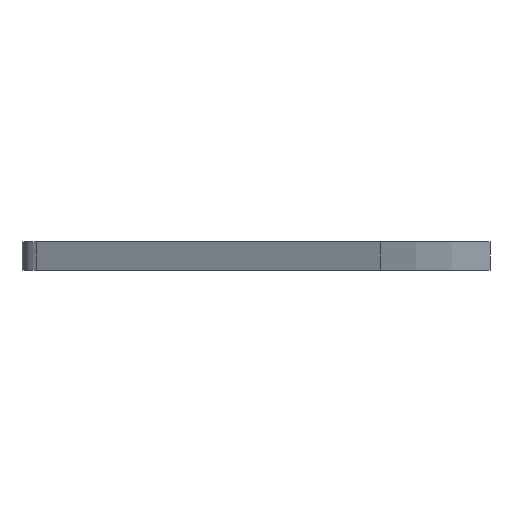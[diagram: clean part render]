
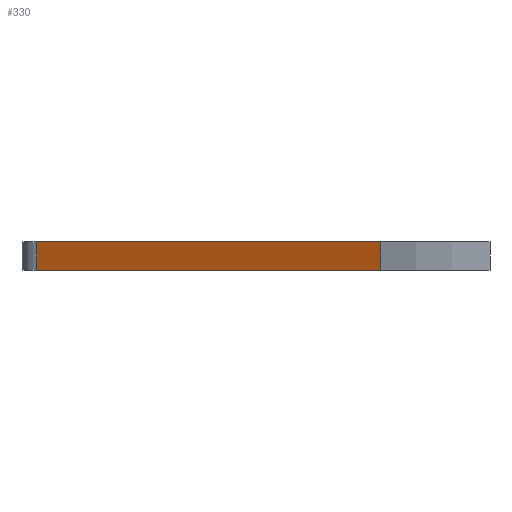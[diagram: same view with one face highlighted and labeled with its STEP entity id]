
A CAD part, left-side view. The second image highlights one B-rep face of the part: STEP entity #330.
In plain terms, the highlighted planar face has unit normal (-0.884, 0.467, 0).
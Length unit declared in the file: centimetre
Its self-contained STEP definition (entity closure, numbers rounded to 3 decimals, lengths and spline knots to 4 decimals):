
#128=VERTEX_POINT('',#439);
#129=VERTEX_POINT('',#441);
#132=VERTEX_POINT('',#448);
#135=VERTEX_POINT('',#458);
#150=VECTOR('',#375,1.);
#152=VECTOR('',#383,1.);
#155=VECTOR('',#391,1.);
#156=VECTOR('',#392,1.);
#174=LINE('',#440,#150);
#176=LINE('',#449,#152);
#179=LINE('',#457,#155);
#180=LINE('',#459,#156);
#202=EDGE_CURVE('',#129,#128,#174,.T.);
#207=EDGE_CURVE('',#128,#132,#176,.T.);
#212=EDGE_CURVE('',#132,#135,#179,.T.);
#213=EDGE_CURVE('',#129,#135,#180,.T.);
#256=ORIENTED_EDGE('',*,*,#212,.T.);
#257=ORIENTED_EDGE('',*,*,#213,.F.);
#258=ORIENTED_EDGE('',*,*,#202,.T.);
#259=ORIENTED_EDGE('',*,*,#207,.T.);
#302=EDGE_LOOP('',(#256,#257,#258,#259));
#316=FACE_BOUND('',#302,.T.);
#330=ADVANCED_FACE('',(#316),#481,.T.);
#348=AXIS2_PLACEMENT_3D('',#456,#390,$);
#375=DIRECTION('',(-0.467,-0.884,0.));
#383=DIRECTION('',(0.,0.,1.));
#390=DIRECTION('',(-0.884,0.467,0.));
#391=DIRECTION('',(0.467,0.884,0.));
#392=DIRECTION('',(0.,0.,1.));
#439=CARTESIAN_POINT('',(-4.2881,2.2644,-0.3));
#440=CARTESIAN_POINT('',(-0.516,9.4075,-0.3));
#441=CARTESIAN_POINT('',(-0.516,9.4075,-0.3));
#448=CARTESIAN_POINT('',(-4.2881,2.2644,0.3));
#449=CARTESIAN_POINT('',(-4.2881,2.2644,-0.3));
#456=CARTESIAN_POINT('',(-2.402,5.836,-0.3));
#457=CARTESIAN_POINT('',(-0.516,9.4075,0.3));
#458=CARTESIAN_POINT('',(-0.516,9.4075,0.3));
#459=CARTESIAN_POINT('',(-0.516,9.4075,-0.3));
#481=PLANE('',#348);
